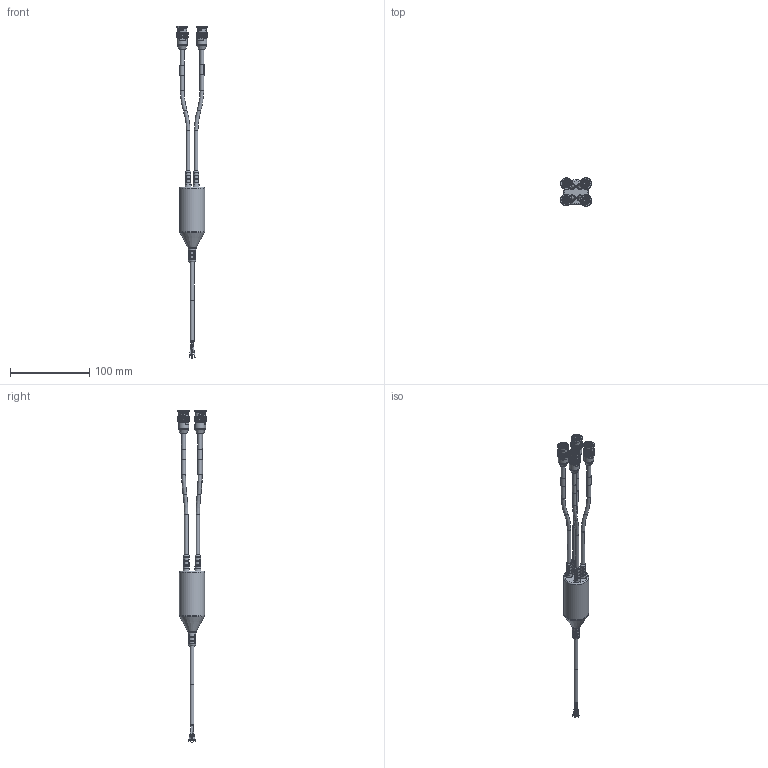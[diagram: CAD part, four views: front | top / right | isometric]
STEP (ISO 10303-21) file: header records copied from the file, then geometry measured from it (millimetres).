
FILE_DESCRIPTION(/* description */ (''),/* implementation_level */ '2;1');
FILE_NAME(/* name */ 'F4DA.stp',/* time_stamp */ '2022-11-10T14:09:01-05:00',/* author */ ('lcup'),/* organization */ (''),/* preprocessor_version */ 'ST-DEVELOPER v19',/* originating_system */ 'Autodesk Inventor 2023',/* authorisation */ '');
FILE_SCHEMA (('AUTOMOTIVE_DESIGN { 1 0 10303 214 3 1 1 }'));
Products named in the file (15): F4DA; TOL12029 4 CABLE; F2C, CABLE; CBP10542; CBP10542_1; CBP10542, PIN; MSP10137; CHAN 1; CHAN 2; CHAN 3; MSP10284; TEMP; CB129; EPN11410; EPN11410_1
Assembly tree (26 placements, depth 3):
  F4DA
    TOL12029 4 CABLE
    F2C, CABLE  x4
    MSP10137  x4
    CBP10542  x4
      CBP10542_1
      CBP10542, PIN
    MSP10284  x4
    CHAN 1
    CHAN 2
    CHAN 3
    TEMP
    CB129
      EPN11410
    EPN11410_1
Bounding box: 39.33 x 36.01 x 417.98 mm (x, y, z)
Volume: 81577.7 mm3; surface area: 43191.5 mm2
Topology: 127 solids, 127 shells, 4619 faces, 12739 edges, 7656 vertices
Faces by surface type: cylinder 1683, plane 1671, bspline 860, torus 380, cone 25
Full cylindrical faces by diameter (mm): 0.102 x114, 1.067 x1, 1.981 x4, 2.032 x4, 3.175 x4, 3.327 x2, 3.81 x4, 3.835 x2, 4.445 x12, 4.826 x2, 4.953 x8, 5.334 x4, 5.588 x4, 7.112 x4, 7.62 x4, 9.624 x1, 9.906 x4, 9.944 x4, 10.16 x4, 11.303 x4, 12.7 x8, 13.843 x4, 31.75 x1
Entity records: 153421 total; most frequent: CARTESIAN_POINT 71686, ORIENTED_EDGE 18144, DIRECTION 14999, EDGE_CURVE 9072, AXIS2_PLACEMENT_3D 6459, VERTEX_POINT 5256, CIRCLE 3862, EDGE_LOOP 3586
